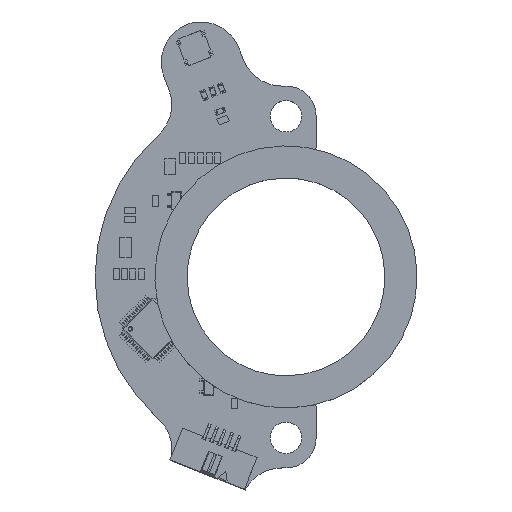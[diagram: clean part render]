
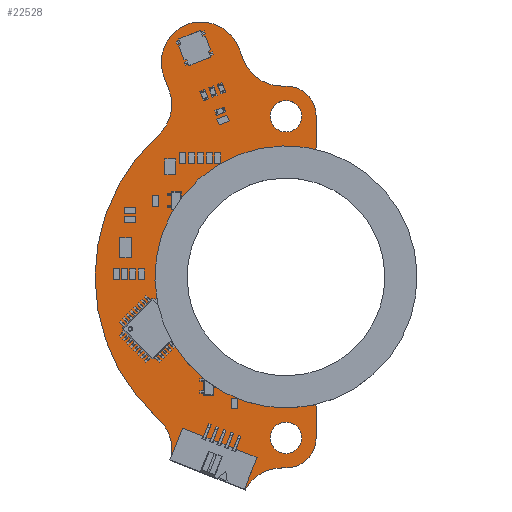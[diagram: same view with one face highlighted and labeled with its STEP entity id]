
A CAD part, top view. The second image highlights one B-rep face of the part: STEP entity #22528.
In plain terms, the highlighted planar face has unit normal (0, 0, 1).
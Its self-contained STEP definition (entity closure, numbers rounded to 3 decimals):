
#1649=FACE_BOUND('',#3432,.T.);
#1650=FACE_BOUND('',#3433,.T.);
#1661=CIRCLE('',#24114,6.475);
#1663=CIRCLE('',#24117,26.339);
#1665=CIRCLE('',#24120,4.761);
#1667=CIRCLE('',#24124,4.763);
#1669=CIRCLE('',#24127,15.875);
#1671=CIRCLE('',#24130,4.763);
#1673=CIRCLE('',#24134,4.763);
#1675=CIRCLE('',#24137,70.408);
#1677=CIRCLE('',#24140,6.475);
#1679=CIRCLE('',#24144,6.479);
#1681=CIRCLE('',#24147,6.477);
#1683=CIRCLE('',#24151,6.477);
#1685=CIRCLE('',#24154,30.164);
#1687=CIRCLE('',#24157,6.477);
#1688=CIRCLE('',#24159,2.489);
#1691=CIRCLE('',#24162,2.489);
#1692=CIRCLE('',#24164,2.489);
#1695=CIRCLE('',#24167,2.489);
#2377=FACE_OUTER_BOUND('',#3431,.T.);
#3431=EDGE_LOOP('',(#16196,#16197,#16198,#16199,#16200,#16201,#16202,#16203,
#16204,#16205,#16206,#16207,#16208,#16209,#16210,#16211,#16212,#16213,#16214));
#3432=EDGE_LOOP('',(#16215,#16216));
#3433=EDGE_LOOP('',(#16217,#16218));
#4475=LINE('',#31908,#7314);
#4481=LINE('',#31932,#7320);
#4487=LINE('',#31956,#7326);
#4493=LINE('',#31980,#7332);
#4498=LINE('',#31998,#7337);
#7314=VECTOR('',#25769,1.);
#7320=VECTOR('',#25795,1.);
#7326=VECTOR('',#25821,1.);
#7332=VECTOR('',#25847,1.);
#7337=VECTOR('',#25866,1.);
#10151=VERTEX_POINT('',#31902);
#10153=VERTEX_POINT('',#31906);
#10155=VERTEX_POINT('',#31912);
#10157=VERTEX_POINT('',#31918);
#10159=VERTEX_POINT('',#31924);
#10161=VERTEX_POINT('',#31930);
#10163=VERTEX_POINT('',#31936);
#10165=VERTEX_POINT('',#31942);
#10167=VERTEX_POINT('',#31948);
#10169=VERTEX_POINT('',#31954);
#10171=VERTEX_POINT('',#31960);
#10173=VERTEX_POINT('',#31966);
#10175=VERTEX_POINT('',#31972);
#10177=VERTEX_POINT('',#31978);
#10179=VERTEX_POINT('',#31984);
#10181=VERTEX_POINT('',#31990);
#10183=VERTEX_POINT('',#31996);
#10185=VERTEX_POINT('',#32002);
#10187=VERTEX_POINT('',#32008);
#10188=VERTEX_POINT('',#32015);
#10189=VERTEX_POINT('',#32016);
#10192=VERTEX_POINT('',#32025);
#10193=VERTEX_POINT('',#32026);
#12735=EDGE_CURVE('',#10151,#10153,#4475,.T.);
#12738=EDGE_CURVE('',#10153,#10155,#1661,.T.);
#12741=EDGE_CURVE('',#10155,#10157,#1663,.T.);
#12744=EDGE_CURVE('',#10157,#10159,#1665,.T.);
#12747=EDGE_CURVE('',#10159,#10161,#4481,.T.);
#12750=EDGE_CURVE('',#10161,#10163,#1667,.T.);
#12753=EDGE_CURVE('',#10163,#10165,#1669,.T.);
#12756=EDGE_CURVE('',#10165,#10167,#1671,.T.);
#12759=EDGE_CURVE('',#10167,#10169,#4487,.T.);
#12762=EDGE_CURVE('',#10169,#10171,#1673,.T.);
#12765=EDGE_CURVE('',#10171,#10173,#1675,.T.);
#12768=EDGE_CURVE('',#10173,#10175,#1677,.T.);
#12771=EDGE_CURVE('',#10175,#10177,#4493,.T.);
#12774=EDGE_CURVE('',#10177,#10179,#1679,.T.);
#12777=EDGE_CURVE('',#10179,#10181,#1681,.T.);
#12780=EDGE_CURVE('',#10181,#10183,#4498,.T.);
#12783=EDGE_CURVE('',#10183,#10185,#1683,.T.);
#12786=EDGE_CURVE('',#10185,#10187,#1685,.T.);
#12788=EDGE_CURVE('',#10187,#10151,#1687,.T.);
#12789=EDGE_CURVE('',#10188,#10189,#1688,.T.);
#12793=EDGE_CURVE('',#10189,#10188,#1691,.T.);
#12794=EDGE_CURVE('',#10192,#10193,#1692,.T.);
#12798=EDGE_CURVE('',#10193,#10192,#1695,.T.);
#16196=ORIENTED_EDGE('',*,*,#12735,.T.);
#16197=ORIENTED_EDGE('',*,*,#12738,.T.);
#16198=ORIENTED_EDGE('',*,*,#12741,.T.);
#16199=ORIENTED_EDGE('',*,*,#12744,.T.);
#16200=ORIENTED_EDGE('',*,*,#12747,.T.);
#16201=ORIENTED_EDGE('',*,*,#12750,.T.);
#16202=ORIENTED_EDGE('',*,*,#12753,.T.);
#16203=ORIENTED_EDGE('',*,*,#12756,.T.);
#16204=ORIENTED_EDGE('',*,*,#12759,.T.);
#16205=ORIENTED_EDGE('',*,*,#12762,.T.);
#16206=ORIENTED_EDGE('',*,*,#12765,.T.);
#16207=ORIENTED_EDGE('',*,*,#12768,.T.);
#16208=ORIENTED_EDGE('',*,*,#12771,.T.);
#16209=ORIENTED_EDGE('',*,*,#12774,.T.);
#16210=ORIENTED_EDGE('',*,*,#12777,.T.);
#16211=ORIENTED_EDGE('',*,*,#12780,.T.);
#16212=ORIENTED_EDGE('',*,*,#12783,.T.);
#16213=ORIENTED_EDGE('',*,*,#12786,.T.);
#16214=ORIENTED_EDGE('',*,*,#12788,.T.);
#16215=ORIENTED_EDGE('',*,*,#12789,.F.);
#16216=ORIENTED_EDGE('',*,*,#12793,.F.);
#16217=ORIENTED_EDGE('',*,*,#12794,.F.);
#16218=ORIENTED_EDGE('',*,*,#12798,.F.);
#21705=PLANE('',#24169);
#22528=ADVANCED_FACE('',(#2377,#1649,#1650),#21705,.F.);
#24114=AXIS2_PLACEMENT_3D('',#31914,#25775,#25776);
#24117=AXIS2_PLACEMENT_3D('',#31920,#25782,#25783);
#24120=AXIS2_PLACEMENT_3D('',#31926,#25789,#25790);
#24124=AXIS2_PLACEMENT_3D('',#31938,#25801,#25802);
#24127=AXIS2_PLACEMENT_3D('',#31944,#25808,#25809);
#24130=AXIS2_PLACEMENT_3D('',#31950,#25815,#25816);
#24134=AXIS2_PLACEMENT_3D('',#31962,#25827,#25828);
#24137=AXIS2_PLACEMENT_3D('',#31968,#25834,#25835);
#24140=AXIS2_PLACEMENT_3D('',#31974,#25841,#25842);
#24144=AXIS2_PLACEMENT_3D('',#31986,#25853,#25854);
#24147=AXIS2_PLACEMENT_3D('',#31992,#25860,#25861);
#24151=AXIS2_PLACEMENT_3D('',#32004,#25872,#25873);
#24154=AXIS2_PLACEMENT_3D('',#32010,#25879,#25880);
#24157=AXIS2_PLACEMENT_3D('',#32013,#25885,#25886);
#24159=AXIS2_PLACEMENT_3D('',#32017,#25889,#25890);
#24162=AXIS2_PLACEMENT_3D('',#32023,#25896,#25897);
#24164=AXIS2_PLACEMENT_3D('',#32027,#25900,#25901);
#24167=AXIS2_PLACEMENT_3D('',#32033,#25907,#25908);
#24169=AXIS2_PLACEMENT_3D('',#32035,#25911,#25912);
#25769=DIRECTION('',(0.93,-0.366,0.));
#25775=DIRECTION('center_axis',(0.,0.,-1.));
#25776=DIRECTION('ref_axis',(-0.887,0.462,0.));
#25782=DIRECTION('center_axis',(0.,0.,1.));
#25783=DIRECTION('ref_axis',(-0.02,-1.,0.));
#25789=DIRECTION('center_axis',(0.,0.,1.));
#25790=DIRECTION('ref_axis',(0.,-1.,0.));
#25795=DIRECTION('',(0.,1.,0.));
#25801=DIRECTION('center_axis',(0.,0.,1.));
#25802=DIRECTION('ref_axis',(1.,0.,0.));
#25808=DIRECTION('center_axis',(0.,0.,-1.));
#25809=DIRECTION('ref_axis',(0.,-1.,0.));
#25815=DIRECTION('center_axis',(0.,0.,1.));
#25816=DIRECTION('ref_axis',(0.,-1.,0.));
#25821=DIRECTION('',(0.,1.,0.));
#25827=DIRECTION('center_axis',(0.,0.,1.));
#25828=DIRECTION('ref_axis',(1.,0.,0.));
#25834=DIRECTION('center_axis',(0.,0.,1.));
#25835=DIRECTION('ref_axis',(-0.006,1.,0.));
#25841=DIRECTION('center_axis',(0.,0.,-1.));
#25842=DIRECTION('ref_axis',(0.018,-1.,0.));
#25847=DIRECTION('',(-0.367,0.93,0.));
#25853=DIRECTION('center_axis',(0.,0.,1.));
#25854=DIRECTION('ref_axis',(0.93,0.367,0.));
#25860=DIRECTION('center_axis',(0.,0.,1.));
#25861=DIRECTION('ref_axis',(-0.385,0.923,0.));
#25866=DIRECTION('',(0.366,-0.931,0.));
#25872=DIRECTION('center_axis',(0.,0.,-1.));
#25873=DIRECTION('ref_axis',(0.93,0.366,0.));
#25879=DIRECTION('center_axis',(0.,0.,1.));
#25880=DIRECTION('ref_axis',(-0.669,0.743,0.));
#25885=DIRECTION('center_axis',(0.,0.,-1.));
#25886=DIRECTION('ref_axis',(0.668,0.744,0.));
#25889=DIRECTION('center_axis',(0.,0.,1.));
#25890=DIRECTION('ref_axis',(1.,0.,0.));
#25896=DIRECTION('center_axis',(0.,0.,1.));
#25897=DIRECTION('ref_axis',(1.,0.,0.));
#25900=DIRECTION('center_axis',(0.,0.,1.));
#25901=DIRECTION('ref_axis',(1.,0.,0.));
#25907=DIRECTION('center_axis',(0.,0.,1.));
#25908=DIRECTION('ref_axis',(1.,0.,0.));
#25911=DIRECTION('center_axis',(0.,0.,-1.));
#25912=DIRECTION('ref_axis',(-1.,0.,0.));
#31902=CARTESIAN_POINT('',(-18.243,-28.986,0.));
#31906=CARTESIAN_POINT('',(-6.426,-33.64,0.));
#31908=CARTESIAN_POINT('',(-18.243,-28.986,0.));
#31912=CARTESIAN_POINT('',(-0.562,-30.157,0.));
#31914=CARTESIAN_POINT('Origin',(-0.683,-36.631,0.));
#31918=CARTESIAN_POINT('',(0.,-30.162,0.));
#31920=CARTESIAN_POINT('Origin',(-0.047,-3.823,0.));
#31924=CARTESIAN_POINT('',(4.763,-25.4,0.));
#31926=CARTESIAN_POINT('Origin',(0.002,-25.401,0.));
#31930=CARTESIAN_POINT('',(4.763,-20.637,0.));
#31932=CARTESIAN_POINT('',(4.763,-25.4,0.));
#31936=CARTESIAN_POINT('',(0.,-15.875,0.));
#31938=CARTESIAN_POINT('Origin',(0.,-20.638,0.));
#31942=CARTESIAN_POINT('',(0.,15.875,0.));
#31944=CARTESIAN_POINT('Origin',(0.,0.,0.));
#31948=CARTESIAN_POINT('',(4.763,20.638,0.));
#31950=CARTESIAN_POINT('Origin',(0.,20.638,0.));
#31954=CARTESIAN_POINT('',(4.763,25.4,0.));
#31956=CARTESIAN_POINT('',(4.763,20.638,0.));
#31960=CARTESIAN_POINT('',(0.,30.163,0.));
#31962=CARTESIAN_POINT('Origin',(0.,25.4,0.));
#31966=CARTESIAN_POINT('',(-0.53,30.158,0.));
#31968=CARTESIAN_POINT('Origin',(0.399,-40.243,0.));
#31972=CARTESIAN_POINT('',(-6.67,34.26,0.));
#31974=CARTESIAN_POINT('Origin',(-0.645,36.632,0.));
#31978=CARTESIAN_POINT('',(-7.427,36.181,0.));
#31980=CARTESIAN_POINT('',(-6.67,34.26,0.));
#31984=CARTESIAN_POINT('',(-15.709,39.879,0.));
#31986=CARTESIAN_POINT('Origin',(-13.454,33.805,0.));
#31990=CARTESIAN_POINT('',(-19.243,31.526,0.));
#31992=CARTESIAN_POINT('Origin',(-13.218,33.901,0.));
#31996=CARTESIAN_POINT('',(-18.487,29.605,0.));
#31998=CARTESIAN_POINT('',(-19.243,31.526,0.));
#32002=CARTESIAN_POINT('',(-20.18,22.418,0.));
#32004=CARTESIAN_POINT('Origin',(-24.514,27.232,0.));
#32008=CARTESIAN_POINT('',(-20.156,-22.439,0.));
#32010=CARTESIAN_POINT('Origin',(0.002,0.,0.));
#32013=CARTESIAN_POINT('Origin',(-24.485,-27.257,0.));
#32015=CARTESIAN_POINT('',(2.489,-25.4,0.));
#32016=CARTESIAN_POINT('',(-2.489,-25.4,0.));
#32017=CARTESIAN_POINT('Origin',(0.,-25.4,0.));
#32023=CARTESIAN_POINT('Origin',(0.,-25.4,0.));
#32025=CARTESIAN_POINT('',(2.489,25.4,0.));
#32026=CARTESIAN_POINT('',(-2.489,25.4,0.));
#32027=CARTESIAN_POINT('Origin',(0.,25.4,0.));
#32033=CARTESIAN_POINT('Origin',(0.,25.4,0.));
#32035=CARTESIAN_POINT('Origin',(-18.243,-28.986,0.));
